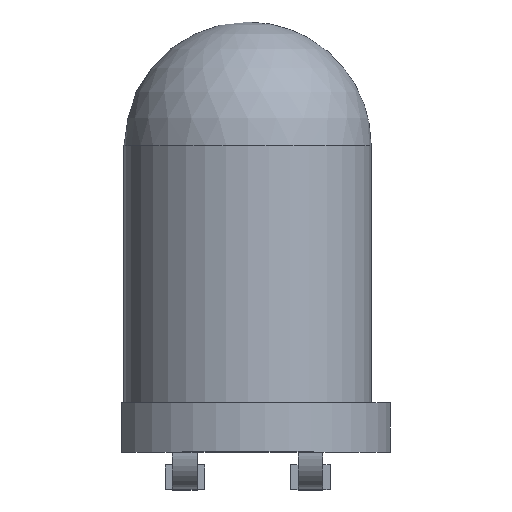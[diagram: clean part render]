
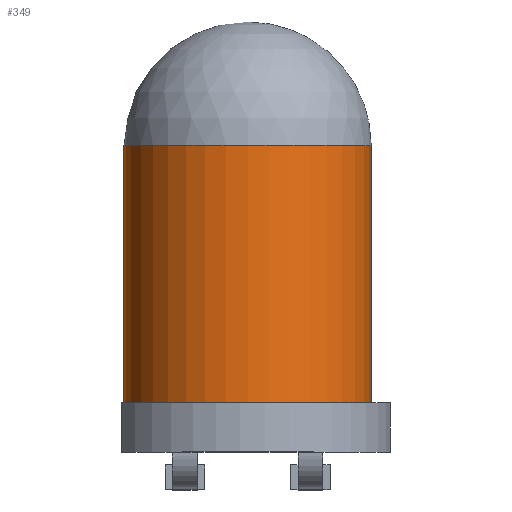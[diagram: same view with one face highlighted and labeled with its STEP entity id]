
A CAD part, top view. The second image highlights one B-rep face of the part: STEP entity #349.
In plain terms, the highlighted cylindrical face has radius 2.5 mm (diameter 5 mm), a full revolution.
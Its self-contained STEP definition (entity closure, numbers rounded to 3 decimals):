
#14=DIRECTION('',(1.,0.,0.));
#29=DIRECTION('',(0.,1.,0.));
#36=VECTOR('',#29,1.);
#129=EDGE_CURVE('',#130,#130,#132,.T.);
#130=VERTEX_POINT('',#131);
#131=CARTESIAN_POINT('',(2.5,1.5,5.));
#132=CIRCLE('',#133,2.5);
#133=AXIS2_PLACEMENT_3D('',#134,#29,#14);
#134=CARTESIAN_POINT('',(0.,1.5,5.));
#349=ADVANCED_FACE('',(#350),#364,.T.);
#350=FACE_BOUND('',#351,.T.);
#351=EDGE_LOOP('',(#352,#359,#362,#363));
#352=ORIENTED_EDGE('',*,*,#353,.F.);
#353=EDGE_CURVE('',#354,#354,#356,.T.);
#354=VERTEX_POINT('',#355);
#355=CARTESIAN_POINT('',(2.5,6.7,5.));
#356=CIRCLE('',#357,2.5);
#357=AXIS2_PLACEMENT_3D('',#358,#29,#14);
#358=CARTESIAN_POINT('',(0.,6.7,5.));
#359=ORIENTED_EDGE('',*,*,#360,.F.);
#360=EDGE_CURVE('',#130,#354,#361,.T.);
#361=LINE('',#131,#36);
#362=ORIENTED_EDGE('',*,*,#129,.T.);
#363=ORIENTED_EDGE('',*,*,#360,.T.);
#364=CYLINDRICAL_SURFACE('',#133,2.5);
